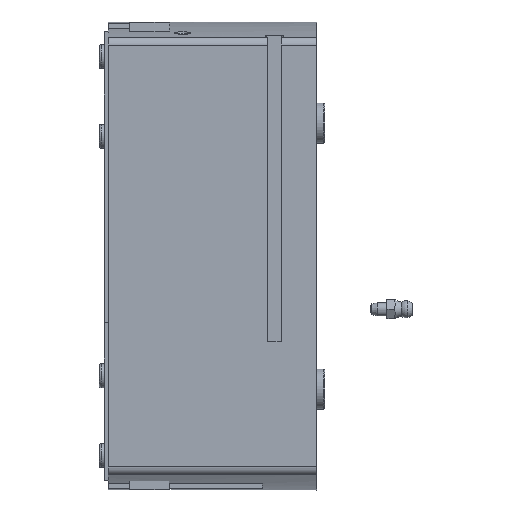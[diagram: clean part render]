
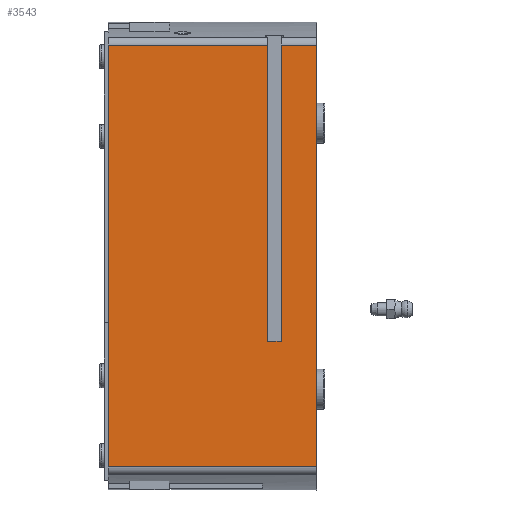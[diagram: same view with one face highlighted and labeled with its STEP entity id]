
A CAD part, left-side view. The second image highlights one B-rep face of the part: STEP entity #3543.
In plain terms, the highlighted planar face has unit normal (-1, 0, 0).
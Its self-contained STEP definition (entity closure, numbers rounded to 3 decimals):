
#751=ORIENTED_EDGE('',*,*,#1633,.F.);
#752=ORIENTED_EDGE('',*,*,#1641,.T.);
#753=ORIENTED_EDGE('',*,*,#1642,.F.);
#754=ORIENTED_EDGE('',*,*,#1643,.T.);
#755=ORIENTED_EDGE('',*,*,#1644,.F.);
#756=ORIENTED_EDGE('',*,*,#1639,.F.);
#757=ORIENTED_EDGE('',*,*,#1645,.T.);
#758=ORIENTED_EDGE('',*,*,#1646,.T.);
#1633=EDGE_CURVE('',#2075,#2076,#2366,.T.);
#1639=EDGE_CURVE('',#2077,#2078,#2369,.T.);
#1641=EDGE_CURVE('',#2075,#2079,#2370,.T.);
#1642=EDGE_CURVE('',#2080,#2079,#2371,.T.);
#1643=EDGE_CURVE('',#2080,#2081,#2372,.T.);
#1644=EDGE_CURVE('',#2078,#2081,#2373,.T.);
#1645=EDGE_CURVE('',#2077,#2082,#2374,.T.);
#1646=EDGE_CURVE('',#2082,#2076,#2375,.T.);
#2075=VERTEX_POINT('',#5945);
#2076=VERTEX_POINT('',#5947);
#2077=VERTEX_POINT('',#5955);
#2078=VERTEX_POINT('',#5957);
#2079=VERTEX_POINT('',#5961);
#2080=VERTEX_POINT('',#5963);
#2081=VERTEX_POINT('',#5965);
#2082=VERTEX_POINT('',#5968);
#2366=LINE('',#5946,#2569);
#2369=LINE('',#5956,#2572);
#2370=LINE('',#5960,#2573);
#2371=LINE('',#5962,#2574);
#2372=LINE('',#5964,#2575);
#2373=LINE('',#5966,#2576);
#2374=LINE('',#5967,#2577);
#2375=LINE('',#5969,#2578);
#2569=VECTOR('',#4542,1000.);
#2572=VECTOR('',#4555,1000.);
#2573=VECTOR('',#4560,1000.);
#2574=VECTOR('',#4561,1000.);
#2575=VECTOR('',#4562,1000.);
#2576=VECTOR('',#4563,1000.);
#2577=VECTOR('',#4564,1000.);
#2578=VECTOR('',#4565,1000.);
#2730=EDGE_LOOP('',(#751,#752,#753,#754,#755,#756,#757,#758));
#3083=FACE_BOUND('',#2730,.T.);
#3413=PLANE('',#3919);
#3543=ADVANCED_FACE('',(#3083),#3413,.F.);
#3919=AXIS2_PLACEMENT_3D('',#5959,#4558,#4559);
#4542=DIRECTION('',(0.,-1.,0.));
#4555=DIRECTION('',(0.,0.,1.));
#4558=DIRECTION('',(1.,0.,0.));
#4559=DIRECTION('',(0.,0.,-1.));
#4560=DIRECTION('',(0.,0.,-1.));
#4561=DIRECTION('',(0.,-1.,0.));
#4562=DIRECTION('',(0.,0.,1.));
#4563=DIRECTION('',(0.,-1.,0.));
#4564=DIRECTION('',(0.,-1.,0.));
#4565=DIRECTION('',(0.,0.,1.));
#5945=CARTESIAN_POINT('',(-53.,13.2,79.296));
#5946=CARTESIAN_POINT('',(-53.,78.3,79.296));
#5947=CARTESIAN_POINT('',(-53.,0.,79.296));
#5955=CARTESIAN_POINT('',(-53.,78.3,-79.296));
#5956=CARTESIAN_POINT('',(-53.,78.3,-89.));
#5957=CARTESIAN_POINT('',(-53.,78.3,79.296));
#5959=CARTESIAN_POINT('',(-53.,78.3,-89.));
#5960=CARTESIAN_POINT('',(-53.,13.2,-89.));
#5961=CARTESIAN_POINT('',(-53.,13.2,-32.));
#5962=CARTESIAN_POINT('',(-53.,78.3,-32.));
#5963=CARTESIAN_POINT('',(-53.,18.4,-32.));
#5964=CARTESIAN_POINT('',(-53.,18.4,-89.));
#5965=CARTESIAN_POINT('',(-53.,18.4,79.296));
#5966=CARTESIAN_POINT('',(-53.,78.3,79.296));
#5967=CARTESIAN_POINT('',(-53.,78.3,-79.296));
#5968=CARTESIAN_POINT('',(-53.,0.,-79.296));
#5969=CARTESIAN_POINT('',(-53.,0.,-89.));
